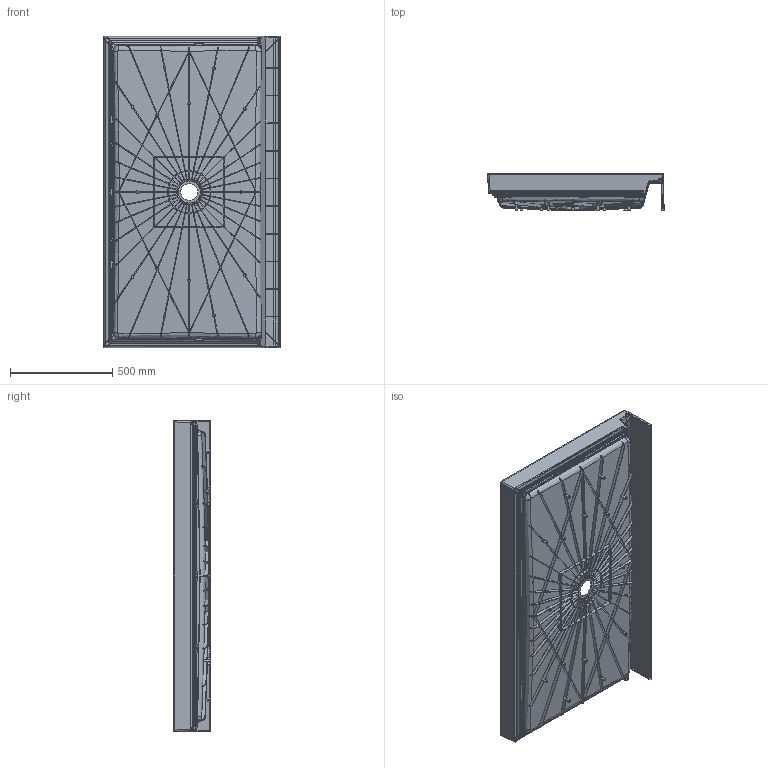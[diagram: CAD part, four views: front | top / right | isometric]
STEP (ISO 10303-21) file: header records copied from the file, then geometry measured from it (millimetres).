
FILE_DESCRIPTION (( 'STEP AP203' ), '1' );
FILE_NAME ('VP6034CPANNS.STEP', '2023-05-22T19:00:48', ( '' ), ( '' ), 'SwSTEP 2.0', 'SolidWorks 2020', '' );
FILE_SCHEMA (( 'CONFIG_CONTROL_DESIGN' ));
Length unit declared in the file: inch
Products named in the file (1): VP6034CPANNS
Bounding box: 865.13 x 178.82 x 1524.06 mm (x, y, z)
Volume: 8768356 mm3; surface area: 4616150.1 mm2
Topology: 1 solids, 1 shells, 2036 faces, 5453 edges, 3351 vertices
Faces by surface type: plane 736, bspline 476, cylinder 471, cone 215, torus 102, sphere 36
Entity records: 79400 total; most frequent: CARTESIAN_POINT 36964, ORIENTED_EDGE 10742, DIRECTION 6640, EDGE_CURVE 5371, VERTEX_POINT 3351, AXIS2_PLACEMENT_3D 2584, EDGE_LOOP 2052, FACE_OUTER_BOUND 2036
